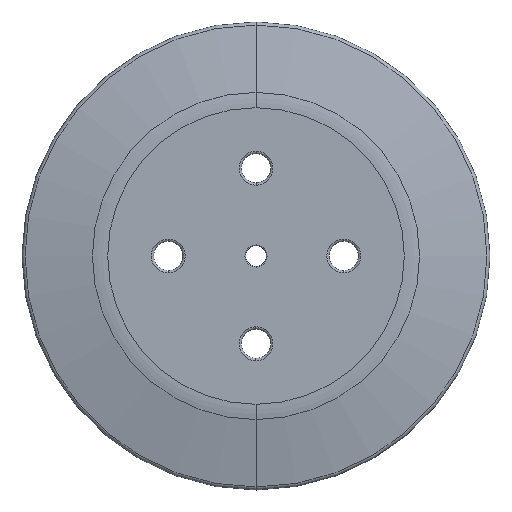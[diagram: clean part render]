
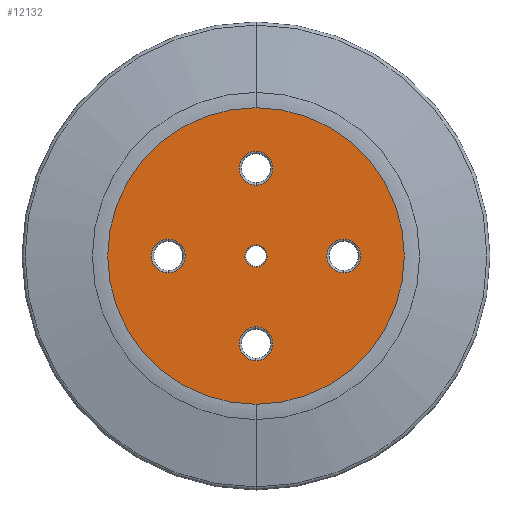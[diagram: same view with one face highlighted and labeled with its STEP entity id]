
A CAD part, front view. The second image highlights one B-rep face of the part: STEP entity #12132.
In plain terms, the highlighted planar face has unit normal (0, -1, 0).
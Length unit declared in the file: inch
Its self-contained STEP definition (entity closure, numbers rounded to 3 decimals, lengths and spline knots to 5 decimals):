
#308 = CARTESIAN_POINT ( 'NONE',  ( 0., 0., -1.3425 ) ) ;
#427 = DIRECTION ( 'NONE',  ( 0., -1., 0. ) ) ;
#1661 = CARTESIAN_POINT ( 'NONE',  ( 1.125, 0., 0.2175 ) ) ;
#1947 = ORIENTED_EDGE ( 'NONE', *, *, #12313, .T. ) ;
#2068 = CIRCLE ( 'NONE', #5616, 0.2175 ) ;
#2776 = FACE_BOUND ( 'NONE', #19838, .T. ) ;
#2955 = CARTESIAN_POINT ( 'NONE',  ( 1.125, 0., 0. ) ) ;
#3059 = CARTESIAN_POINT ( 'NONE',  ( 0., 0., 0. ) ) ;
#3144 = DIRECTION ( 'NONE',  ( 0., 0., 1. ) ) ;
#3262 = CIRCLE ( 'NONE', #27618, 0.2175 ) ;
#3275 = AXIS2_PLACEMENT_3D ( 'NONE', #22986, #11800, #11984 ) ;
#3780 = DIRECTION ( 'NONE',  ( 0., 0., 1. ) ) ;
#3996 = VERTEX_POINT ( 'NONE', #29660 ) ;
#4431 = CARTESIAN_POINT ( 'NONE',  ( 0., 0., 0.143 ) ) ;
#4884 = CARTESIAN_POINT ( 'NONE',  ( 0., 0., 0. ) ) ;
#5366 = FACE_BOUND ( 'NONE', #23371, .T. ) ;
#5616 = AXIS2_PLACEMENT_3D ( 'NONE', #14537, #23473, #25889 ) ;
#5676 = DIRECTION ( 'NONE',  ( 0., 0., 1. ) ) ;
#5998 = DIRECTION ( 'NONE',  ( 0., 1., 0. ) ) ;
#6131 = EDGE_CURVE ( 'NONE', #35847, #15423, #6234, .T. ) ;
#6234 = CIRCLE ( 'NONE', #3275, 0.2175 ) ;
#7671 = DIRECTION ( 'NONE',  ( 0., -1., 0. ) ) ;
#8159 = FACE_BOUND ( 'NONE', #17726, .T. ) ;
#8212 = EDGE_CURVE ( 'NONE', #16676, #34451, #24097, .T. ) ;
#8330 = DIRECTION ( 'NONE',  ( 0., 1., 0. ) ) ;
#8549 = AXIS2_PLACEMENT_3D ( 'NONE', #18744, #18916, #10351 ) ;
#8596 = DIRECTION ( 'NONE',  ( 0., 0., 1. ) ) ;
#9297 = AXIS2_PLACEMENT_3D ( 'NONE', #4884, #7671, #12904 ) ;
#9358 = DIRECTION ( 'NONE',  ( 0., 0., 1. ) ) ;
#9630 = DIRECTION ( 'NONE',  ( 0., 0., 1. ) ) ;
#10008 = CARTESIAN_POINT ( 'NONE',  ( 0., 0., 0. ) ) ;
#10230 = EDGE_CURVE ( 'NONE', #15641, #10977, #15546, .T. ) ;
#10351 = DIRECTION ( 'NONE',  ( 0., 0., 1. ) ) ;
#10510 = CARTESIAN_POINT ( 'NONE',  ( 0., 0., 1.125 ) ) ;
#10858 = ORIENTED_EDGE ( 'NONE', *, *, #14820, .T. ) ;
#10977 = VERTEX_POINT ( 'NONE', #1661 ) ;
#10981 = AXIS2_PLACEMENT_3D ( 'NONE', #34287, #5998, #3780 ) ;
#11394 = ORIENTED_EDGE ( 'NONE', *, *, #21070, .T. ) ;
#11662 = CIRCLE ( 'NONE', #32451, 1.90098 ) ;
#11669 = CARTESIAN_POINT ( 'NONE',  ( 0., 0., -1.90098 ) ) ;
#11800 = DIRECTION ( 'NONE',  ( 0., 1., 0. ) ) ;
#11984 = DIRECTION ( 'NONE',  ( 0., 0., 1. ) ) ;
#11988 = VERTEX_POINT ( 'NONE', #308 ) ;
#12096 = ORIENTED_EDGE ( 'NONE', *, *, #21287, .T. ) ;
#12121 = DIRECTION ( 'NONE',  ( 0., 1., 0. ) ) ;
#12132 = ADVANCED_FACE ( 'NONE', ( #22857, #19516, #8159, #5366, #2776, #25081 ), #28589, .F. ) ;
#12313 = EDGE_CURVE ( 'NONE', #28967, #11988, #24589, .T. ) ;
#12337 = CARTESIAN_POINT ( 'NONE',  ( 1.125, 0., 0. ) ) ;
#12904 = DIRECTION ( 'NONE',  ( 0., 0., 1. ) ) ;
#13139 = EDGE_CURVE ( 'NONE', #10977, #15641, #32370, .T. ) ;
#13479 = VERTEX_POINT ( 'NONE', #4431 ) ;
#13699 = EDGE_LOOP ( 'NONE', ( #12096, #11394 ) ) ;
#14098 = CARTESIAN_POINT ( 'NONE',  ( 0., 0., 1.90098 ) ) ;
#14417 = EDGE_CURVE ( 'NONE', #34451, #16676, #2068, .T. ) ;
#14537 = CARTESIAN_POINT ( 'NONE',  ( -1.125, 0., 0. ) ) ;
#14820 = EDGE_CURVE ( 'NONE', #15423, #35847, #3262, .T. ) ;
#14859 = EDGE_CURVE ( 'NONE', #13479, #3996, #35351, .T. ) ;
#14925 = EDGE_CURVE ( 'NONE', #3996, #13479, #17502, .T. ) ;
#15125 = ORIENTED_EDGE ( 'NONE', *, *, #14925, .T. ) ;
#15320 = ORIENTED_EDGE ( 'NONE', *, *, #34387, .T. ) ;
#15423 = VERTEX_POINT ( 'NONE', #29099 ) ;
#15546 = CIRCLE ( 'NONE', #36341, 0.2175 ) ;
#15641 = VERTEX_POINT ( 'NONE', #26598 ) ;
#16464 = DIRECTION ( 'NONE',  ( 0., 0., 1. ) ) ;
#16676 = VERTEX_POINT ( 'NONE', #19787 ) ;
#17214 = ORIENTED_EDGE ( 'NONE', *, *, #13139, .T. ) ;
#17502 = CIRCLE ( 'NONE', #24045, 0.143 ) ;
#17726 = EDGE_LOOP ( 'NONE', ( #10858, #21547 ) ) ;
#18344 = EDGE_LOOP ( 'NONE', ( #27136, #15125 ) ) ;
#18347 = DIRECTION ( 'NONE',  ( 0., 1., 0. ) ) ;
#18744 = CARTESIAN_POINT ( 'NONE',  ( 0., 0., -1.125 ) ) ;
#18916 = DIRECTION ( 'NONE',  ( 0., 1., 0. ) ) ;
#19034 = ORIENTED_EDGE ( 'NONE', *, *, #14417, .T. ) ;
#19068 = CARTESIAN_POINT ( 'NONE',  ( 0., 0., 0. ) ) ;
#19238 = ORIENTED_EDGE ( 'NONE', *, *, #10230, .T. ) ;
#19516 = FACE_BOUND ( 'NONE', #23306, .T. ) ;
#19699 = DIRECTION ( 'NONE',  ( 0., 1., 0. ) ) ;
#19787 = CARTESIAN_POINT ( 'NONE',  ( -1.125, 0., -0.2175 ) ) ;
#19838 = EDGE_LOOP ( 'NONE', ( #17214, #19238 ) ) ;
#20544 = DIRECTION ( 'NONE',  ( 0., 1., 0. ) ) ;
#20839 = ORIENTED_EDGE ( 'NONE', *, *, #8212, .T. ) ;
#21070 = EDGE_CURVE ( 'NONE', #27791, #28745, #30670, .T. ) ;
#21287 = EDGE_CURVE ( 'NONE', #28745, #27791, #11662, .T. ) ;
#21547 = ORIENTED_EDGE ( 'NONE', *, *, #6131, .T. ) ;
#22245 = AXIS2_PLACEMENT_3D ( 'NONE', #25273, #8330, #22491 ) ;
#22491 = DIRECTION ( 'NONE',  ( 0., 0., 1. ) ) ;
#22857 = FACE_BOUND ( 'NONE', #18344, .T. ) ;
#22938 = CARTESIAN_POINT ( 'NONE',  ( 0., 0., -1.125 ) ) ;
#22986 = CARTESIAN_POINT ( 'NONE',  ( 0., 0., 1.125 ) ) ;
#23128 = CARTESIAN_POINT ( 'NONE',  ( 0., 0., -0.9075 ) ) ;
#23306 = EDGE_LOOP ( 'NONE', ( #19034, #20839 ) ) ;
#23371 = EDGE_LOOP ( 'NONE', ( #1947, #15320 ) ) ;
#23473 = DIRECTION ( 'NONE',  ( 0., 1., 0. ) ) ;
#24045 = AXIS2_PLACEMENT_3D ( 'NONE', #3059, #25010, #16464 ) ;
#24097 = CIRCLE ( 'NONE', #10981, 0.2175 ) ;
#24125 = DIRECTION ( 'NONE',  ( 0., 0., 1. ) ) ;
#24589 = CIRCLE ( 'NONE', #8549, 0.2175 ) ;
#25010 = DIRECTION ( 'NONE',  ( 0., 1., 0. ) ) ;
#25081 = FACE_OUTER_BOUND ( 'NONE', #13699, .T. ) ;
#25273 = CARTESIAN_POINT ( 'NONE',  ( 0., 0., 0. ) ) ;
#25889 = DIRECTION ( 'NONE',  ( 0., 0., 1. ) ) ;
#26598 = CARTESIAN_POINT ( 'NONE',  ( 1.125, 0., -0.2175 ) ) ;
#27136 = ORIENTED_EDGE ( 'NONE', *, *, #14859, .T. ) ;
#27618 = AXIS2_PLACEMENT_3D ( 'NONE', #10510, #33018, #24125 ) ;
#27791 = VERTEX_POINT ( 'NONE', #11669 ) ;
#28589 = PLANE ( 'NONE',  #22245 ) ;
#28745 = VERTEX_POINT ( 'NONE', #14098 ) ;
#28967 = VERTEX_POINT ( 'NONE', #23128 ) ;
#29099 = CARTESIAN_POINT ( 'NONE',  ( 0., 0., 1.3425 ) ) ;
#29660 = CARTESIAN_POINT ( 'NONE',  ( 0., 0., -0.143 ) ) ;
#30602 = CIRCLE ( 'NONE', #31197, 0.2175 ) ;
#30670 = CIRCLE ( 'NONE', #9297, 1.90098 ) ;
#31197 = AXIS2_PLACEMENT_3D ( 'NONE', #22938, #12121, #8596 ) ;
#32370 = CIRCLE ( 'NONE', #32945, 0.2175 ) ;
#32451 = AXIS2_PLACEMENT_3D ( 'NONE', #10008, #427, #9630 ) ;
#32945 = AXIS2_PLACEMENT_3D ( 'NONE', #2955, #19699, #3144 ) ;
#33018 = DIRECTION ( 'NONE',  ( 0., 1., 0. ) ) ;
#33424 = CARTESIAN_POINT ( 'NONE',  ( 0., 0., 0.9075 ) ) ;
#34287 = CARTESIAN_POINT ( 'NONE',  ( -1.125, 0., 0. ) ) ;
#34387 = EDGE_CURVE ( 'NONE', #11988, #28967, #30602, .T. ) ;
#34451 = VERTEX_POINT ( 'NONE', #34993 ) ;
#34993 = CARTESIAN_POINT ( 'NONE',  ( -1.125, 0., 0.2175 ) ) ;
#35351 = CIRCLE ( 'NONE', #36520, 0.143 ) ;
#35847 = VERTEX_POINT ( 'NONE', #33424 ) ;
#36341 = AXIS2_PLACEMENT_3D ( 'NONE', #12337, #20544, #9358 ) ;
#36520 = AXIS2_PLACEMENT_3D ( 'NONE', #19068, #18347, #5676 ) ;
